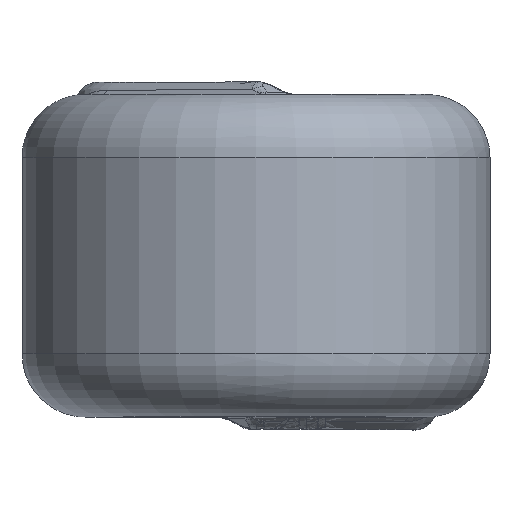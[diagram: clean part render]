
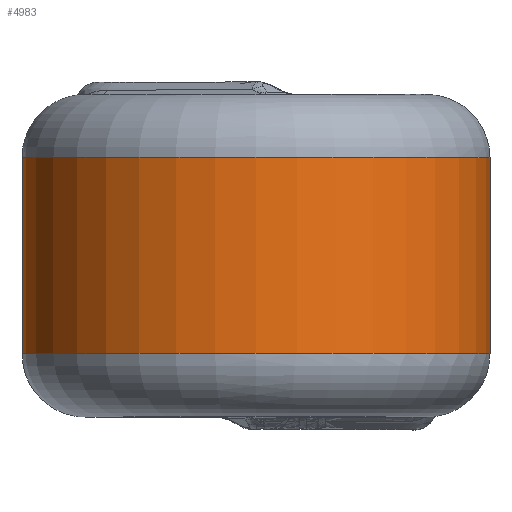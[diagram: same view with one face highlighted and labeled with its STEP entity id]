
A CAD part, top view. The second image highlights one B-rep face of the part: STEP entity #4983.
In plain terms, the highlighted cylindrical face has radius 3.7 mm (diameter 7.4 mm), a full revolution.
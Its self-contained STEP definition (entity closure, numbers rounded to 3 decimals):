
#36=CIRCLE('',#5161,3.7);
#38=CIRCLE('',#5165,3.7);
#625=CYLINDRICAL_SURFACE('',#5166,3.7);
#1082=ORIENTED_EDGE('',*,*,#2028,.T.);
#1083=ORIENTED_EDGE('',*,*,#2036,.T.);
#2028=EDGE_CURVE('',#2539,#2539,#36,.F.);
#2036=EDGE_CURVE('',#2546,#2546,#38,.T.);
#2539=VERTEX_POINT('',#9851);
#2546=VERTEX_POINT('',#9895);
#3052=EDGE_LOOP('',(#1082));
#3053=EDGE_LOOP('',(#1083));
#3276=FACE_BOUND('',#3052,.T.);
#3277=FACE_BOUND('',#3053,.T.);
#4983=ADVANCED_FACE('',(#3276,#3277),#625,.T.);
#5161=AXIS2_PLACEMENT_3D('',#9850,#5411,#5412);
#5165=AXIS2_PLACEMENT_3D('',#9894,#5420,#5421);
#5166=AXIS2_PLACEMENT_3D('',#9917,#5422,#5423);
#5411=DIRECTION('',(0.,1.,0.));
#5412=DIRECTION('',(0.,0.,1.));
#5420=DIRECTION('',(0.,1.,0.));
#5421=DIRECTION('',(0.,0.,1.));
#5422=DIRECTION('',(0.,1.,0.));
#5423=DIRECTION('',(0.,0.,1.));
#9850=CARTESIAN_POINT('',(0.,1.55,0.));
#9851=CARTESIAN_POINT('',(0.,1.55,3.7));
#9894=CARTESIAN_POINT('',(0.,-1.55,0.));
#9895=CARTESIAN_POINT('',(0.,-1.55,3.7));
#9917=CARTESIAN_POINT('',(0.,-2.55,0.));
